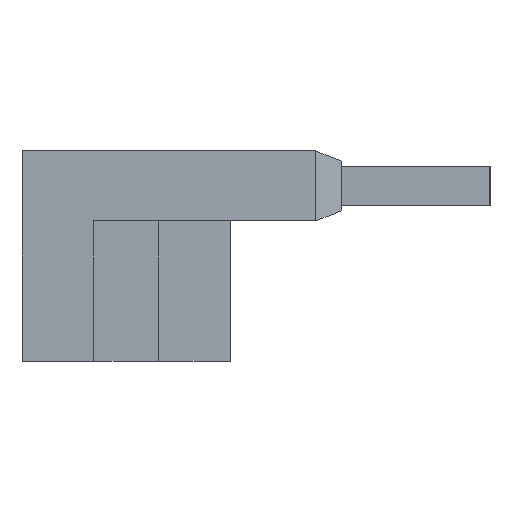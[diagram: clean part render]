
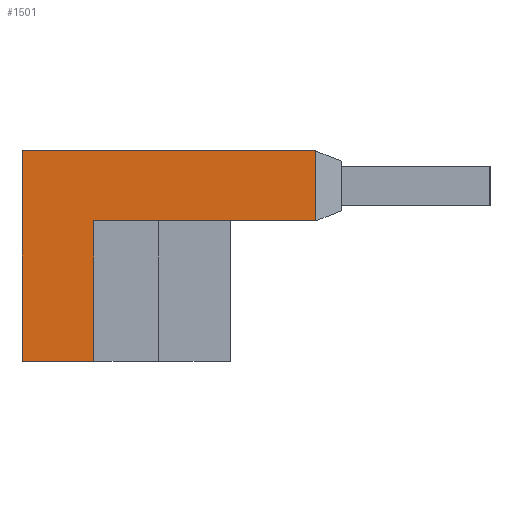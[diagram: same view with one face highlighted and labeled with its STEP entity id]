
A CAD part, left-side view. The second image highlights one B-rep face of the part: STEP entity #1501.
In plain terms, the highlighted planar face has unit normal (-1, 0, 0).
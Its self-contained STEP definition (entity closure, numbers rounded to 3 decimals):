
#47 = LINE ( 'NONE', #2599, #50 ) ;
#50 = VECTOR ( 'NONE', #2598, 1000. ) ;
#51 = LINE ( 'NONE', #2595, #54 ) ;
#54 = VECTOR ( 'NONE', #2594, 1000. ) ;
#315 = FACE_OUTER_BOUND ( 'NONE', #2358, .T. ) ;
#370 = AXIS2_PLACEMENT_3D ( 'NONE', #555, #560, #561 ) ;
#554 = PLANE ( 'NONE',  #370 ) ;
#555 = CARTESIAN_POINT ( 'NONE',  ( 30., 87., 104. ) ) ;
#560 = DIRECTION ( 'NONE',  ( -1., 0., 0. ) ) ;
#561 = DIRECTION ( 'NONE',  ( 0., 0., 1. ) ) ;
#1326 = EDGE_CURVE ( 'NONE', #2107, #2102, #2082, .T. ) ;
#1328 = EDGE_CURVE ( 'NONE', #2177, #2161, #2088, .T. ) ;
#1329 = EDGE_CURVE ( 'NONE', #2102, #2177, #2090, .T. ) ;
#1332 = EDGE_CURVE ( 'NONE', #2161, #2104, #2094, .T. ) ;
#1362 = EDGE_CURVE ( 'NONE', #2104, #2112, #47, .T. ) ;
#1364 = EDGE_CURVE ( 'NONE', #2112, #2107, #51, .T. ) ;
#1501 = ADVANCED_FACE ( 'NONE', ( #315 ), #554, .T. ) ;
#1569 = CARTESIAN_POINT ( 'NONE',  ( 30., 100., 104. ) ) ;
#1583 = CARTESIAN_POINT ( 'NONE',  ( 30., 104.2, 108.1 ) ) ;
#1585 = CARTESIAN_POINT ( 'NONE',  ( 30., 100., 95.8 ) ) ;
#1590 = CARTESIAN_POINT ( 'NONE',  ( 30., 104.2, 95.8 ) ) ;
#1613 = CARTESIAN_POINT ( 'NONE',  ( 30., 87., 108.1 ) ) ;
#1629 = CARTESIAN_POINT ( 'NONE',  ( 30., 87., 104. ) ) ;
#2067 = VECTOR ( 'NONE', #2683, 1000. ) ;
#2082 = LINE ( 'NONE', #2698, #2087 ) ;
#2087 = VECTOR ( 'NONE', #2688, 1000. ) ;
#2088 = LINE ( 'NONE', #2654, #2091 ) ;
#2090 = LINE ( 'NONE', #2694, #2093 ) ;
#2091 = VECTOR ( 'NONE', #2648, 1000. ) ;
#2093 = VECTOR ( 'NONE', #2687, 1000. ) ;
#2094 = LINE ( 'NONE', #2651, #2067 ) ;
#2102 = VERTEX_POINT ( 'NONE', #1569 ) ;
#2104 = VERTEX_POINT ( 'NONE', #1583 ) ;
#2107 = VERTEX_POINT ( 'NONE', #1585 ) ;
#2112 = VERTEX_POINT ( 'NONE', #1590 ) ;
#2161 = VERTEX_POINT ( 'NONE', #1613 ) ;
#2177 = VERTEX_POINT ( 'NONE', #1629 ) ;
#2282 = ORIENTED_EDGE ( 'NONE', *, *, #1329, .T. ) ;
#2283 = ORIENTED_EDGE ( 'NONE', *, *, #1328, .T. ) ;
#2284 = ORIENTED_EDGE ( 'NONE', *, *, #1332, .T. ) ;
#2285 = ORIENTED_EDGE ( 'NONE', *, *, #1362, .T. ) ;
#2286 = ORIENTED_EDGE ( 'NONE', *, *, #1364, .T. ) ;
#2287 = ORIENTED_EDGE ( 'NONE', *, *, #1326, .T. ) ;
#2358 = EDGE_LOOP ( 'NONE', ( #2282, #2283, #2284, #2285, #2286, #2287 ) ) ;
#2594 = DIRECTION ( 'NONE',  ( 0., -1., 0. ) ) ;
#2595 = CARTESIAN_POINT ( 'NONE',  ( 30., 102.1, 95.8 ) ) ;
#2598 = DIRECTION ( 'NONE',  ( 0., 0., -1. ) ) ;
#2599 = CARTESIAN_POINT ( 'NONE',  ( 30., 104.2, 104. ) ) ;
#2648 = DIRECTION ( 'NONE',  ( 0., 0., 1. ) ) ;
#2651 = CARTESIAN_POINT ( 'NONE',  ( 30., 87., 108.1 ) ) ;
#2654 = CARTESIAN_POINT ( 'NONE',  ( 30., 87., 104. ) ) ;
#2683 = DIRECTION ( 'NONE',  ( 0., 1., 0. ) ) ;
#2687 = DIRECTION ( 'NONE',  ( 0., -1., 0. ) ) ;
#2688 = DIRECTION ( 'NONE',  ( 0., 0., 1. ) ) ;
#2694 = CARTESIAN_POINT ( 'NONE',  ( 30., 87., 104. ) ) ;
#2698 = CARTESIAN_POINT ( 'NONE',  ( 30., 100., 104. ) ) ;
